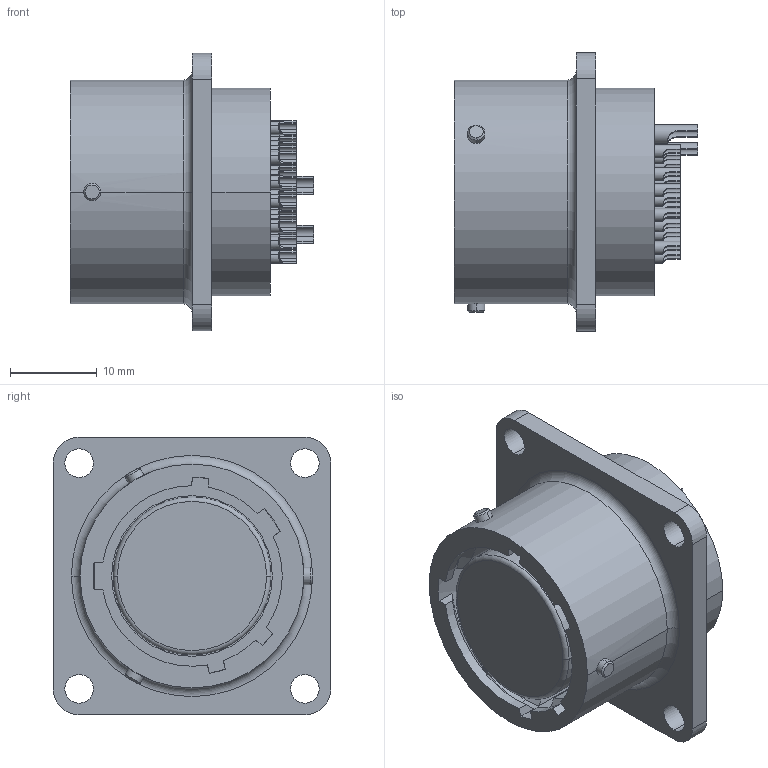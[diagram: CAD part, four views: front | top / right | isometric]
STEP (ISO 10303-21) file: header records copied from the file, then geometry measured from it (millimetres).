
FILE_DESCRIPTION(('CoCreate Modeling STEP Export'),'2;1');
FILE_NAME('JRC21BRA-26S.stp','2011-09-27T18:51:19',(''),(''),'CoCreate Modeling STEP processor for AP214 (Solid Model)','CoCreate Modeling 17.0 01-Apr-2010 (C) Parametric Technology GmbH','');
FILE_SCHEMA(('AUTOMOTIVE_DESIGN { 1 0 10303 214 1 1 1 1 }'));
Length unit declared in the file: millimetre
Products named in the file (1): JRC21BRA-26S
Bounding box: 28 x 32 x 32 mm (x, y, z)
Volume: 10751.1 mm3; surface area: 7775.9 mm2
Topology: 1 solids, 1 shells, 394 faces, 1041 edges, 686 vertices
Faces by surface type: cylinder 197, plane 155, cone 38, torus 4
Entity records: 22138 total; most frequent: CARTESIAN_POINT 13672, ORIENTED_EDGE 2082, DIRECTION 1292, EDGE_CURVE 1041, VERTEX_POINT 686, VECTOR 452, LINE 452, EDGE_LOOP 439
